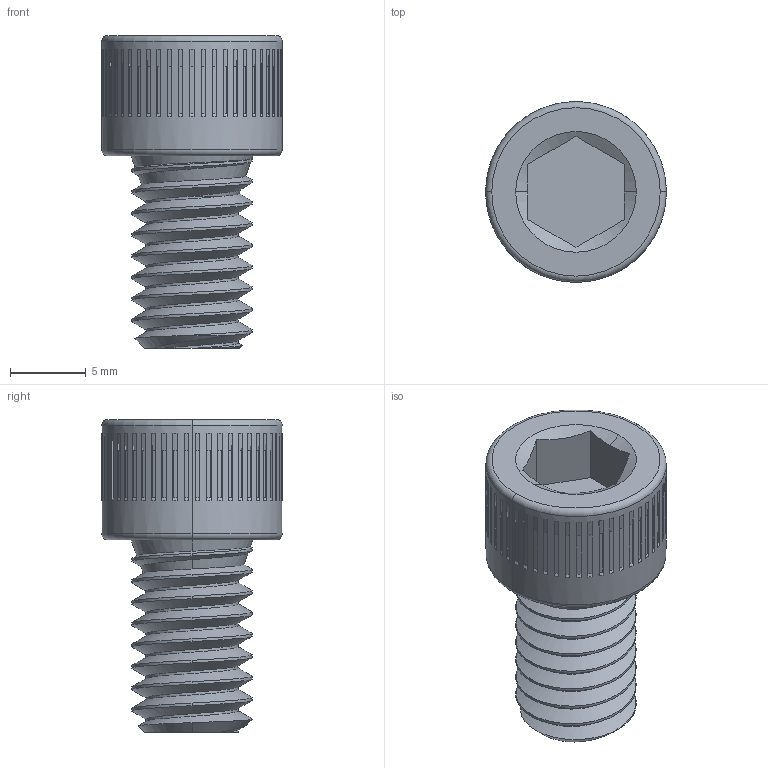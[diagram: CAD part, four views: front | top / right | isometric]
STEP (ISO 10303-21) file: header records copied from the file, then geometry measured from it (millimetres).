
FILE_DESCRIPTION (( 'STEP AP203' ), '1' );
FILE_NAME ('91251A578_Black-Oxide Alloy Steel Socket Head Screw.STEP', '2024-03-20T18:42:16', ( 'Administrator' ), ( 'Managed by Terraform' ), 'SwSTEP 2.0', 'SolidWorks 2017', '' );
FILE_SCHEMA (( 'CONFIG_CONTROL_DESIGN' ));
Length unit declared in the file: inch
Products named in the file (1): 91251A578_Black-Oxide Alloy Steel Socket Head Screw
Bounding box: 11.91 x 11.91 x 20.64 mm (x, y, z)
Volume: 1237.7 mm3; surface area: 1074.1 mm2
Topology: 1 solids, 1 shells, 397 faces, 1025 edges, 682 vertices
Faces by surface type: plane 210, cone 110, cylinder 70, torus 4, bspline 3
Entity records: 13899 total; most frequent: CARTESIAN_POINT 3955, DIRECTION 2072, ORIENTED_EDGE 2050, EDGE_CURVE 1025, AXIS2_PLACEMENT_3D 716, VERTEX_POINT 682, VECTOR 640, LINE 640
